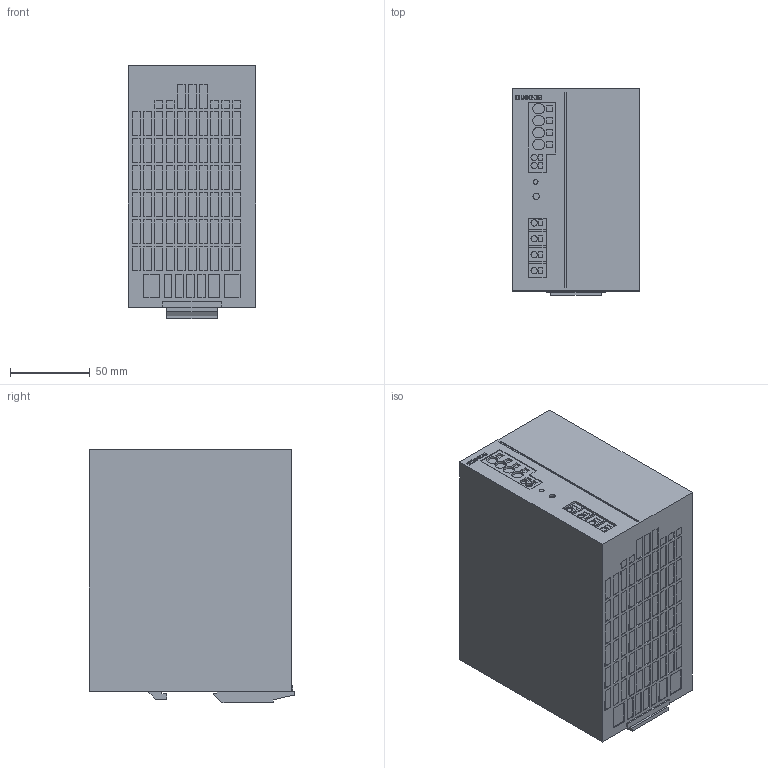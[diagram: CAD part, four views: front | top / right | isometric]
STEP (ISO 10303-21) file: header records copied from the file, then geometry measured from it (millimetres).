
FILE_DESCRIPTION (( 'STEP AP214' ), '1' );
FILE_NAME ('331194.STEP', '2021-01-21T14:58:10', ( '' ), ( '' ), 'SwSTEP 2.0', 'SolidWorks 2018', '' );
FILE_SCHEMA (( 'AUTOMOTIVE_DESIGN' ));
Length unit declared in the file: millimetre
Products named in the file (1): 331194
Bounding box: 80 x 129.3 x 159.1 mm (x, y, z)
Volume: 1548712.5 mm3; surface area: 88543.8 mm2
Topology: 1 solids, 1 shells, 1103 faces, 2734 edges, 1822 vertices
Faces by surface type: plane 1073, cylinder 30
Entity records: 32086 total; most frequent: CARTESIAN_POINT 5660, ORIENTED_EDGE 5468, DIRECTION 5002, EDGE_CURVE 2734, LINE 2674, VECTOR 2674, VERTEX_POINT 1822, EDGE_LOOP 1292
